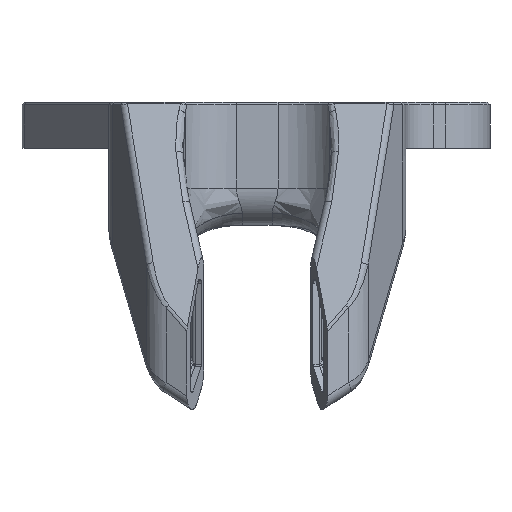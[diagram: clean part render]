
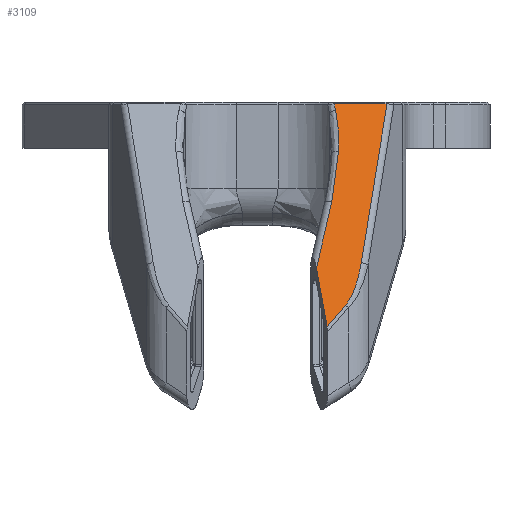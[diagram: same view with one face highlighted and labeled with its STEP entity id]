
A CAD part, front view. The second image highlights one B-rep face of the part: STEP entity #3109.
In plain terms, the highlighted planar face has unit normal (0, -0.943, 0.334).
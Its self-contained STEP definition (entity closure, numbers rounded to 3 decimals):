
#95 = ORIENTED_EDGE ( 'NONE', *, *, #6356, .T. ) ;
#231 = PLANE ( 'NONE',  #9984 ) ;
#310 = LINE ( 'NONE', #3457, #911 ) ;
#356 = VERTEX_POINT ( 'NONE', #2734 ) ;
#587 = CARTESIAN_POINT ( 'NONE',  ( 10.429, 11.827, 38.011 ) ) ;
#900 = CARTESIAN_POINT ( 'NONE',  ( 10.505, 7.998, 27.198 ) ) ;
#911 = VECTOR ( 'NONE', #9879, 1000. ) ;
#1105 = CARTESIAN_POINT ( 'NONE',  ( 8.898, 5.517, 20.192 ) ) ;
#1120 = DIRECTION ( 'NONE',  ( 0., 0.943, -0.334 ) ) ;
#1538 =( BOUNDED_CURVE ( )  B_SPLINE_CURVE ( 3, ( #9754, #8015, #4207, #1593 ),
 .UNSPECIFIED., .F., .T. ) 
 B_SPLINE_CURVE_WITH_KNOTS ( ( 4, 4 ),
 ( 3.531, 4.283 ),
 .UNSPECIFIED. ) 
 CURVE ( )  GEOMETRIC_REPRESENTATION_ITEM ( )  RATIONAL_B_SPLINE_CURVE ( ( 1., 0.953, 0.953, 1. ) ) 
 REPRESENTATION_ITEM ( '' )  );
#1593 = CARTESIAN_POINT ( 'NONE',  ( 14.009, 4.368, 16.947 ) ) ;
#1610 = LINE ( 'NONE', #9233, #5078 ) ;
#1621 = CARTESIAN_POINT ( 'NONE',  ( 10.493, 11.723, 37.719 ) ) ;
#1623 =( BOUNDED_CURVE ( )  B_SPLINE_CURVE ( 3, ( #6987, #587, #1621, #8042 ),
 .UNSPECIFIED., .F., .T. ) 
 B_SPLINE_CURVE_WITH_KNOTS ( ( 4, 4 ),
 ( 0.999, 1.039 ),
 .UNSPECIFIED. ) 
 CURVE ( )  GEOMETRIC_REPRESENTATION_ITEM ( )  RATIONAL_B_SPLINE_CURVE ( ( 1., 1., 1., 1. ) ) 
 REPRESENTATION_ITEM ( '' )  );
#1879 = CARTESIAN_POINT ( 'NONE',  ( 10.363, 11.929, 38.3 ) ) ;
#2022 = ORIENTED_EDGE ( 'NONE', *, *, #11762, .T. ) ;
#2135 = CARTESIAN_POINT ( 'NONE',  ( 11.892, 2.333, 11.199 ) ) ;
#2252 = CARTESIAN_POINT ( 'NONE',  ( 10.936, 9.661, 31.894 ) ) ;
#2320 = CARTESIAN_POINT ( 'NONE',  ( 10.036, 7.273, 25.151 ) ) ;
#2734 = CARTESIAN_POINT ( 'NONE',  ( 10.554, 11.619, 37.423 ) ) ;
#2944 = EDGE_LOOP ( 'NONE', ( #11865, #9554, #4500, #7185, #8782, #7707, #10165, #95, #2022 ) ) ;
#3109 = ADVANCED_FACE ( 'NONE', ( #8522 ), #231, .F. ) ;
#3277 = CARTESIAN_POINT ( 'NONE',  ( 20., 1.2, 8. ) ) ;
#3457 = CARTESIAN_POINT ( 'NONE',  ( 17.517, 12.033, 38.594 ) ) ;
#3795 = CARTESIAN_POINT ( 'NONE',  ( 14.009, 4.368, 16.947 ) ) ;
#3954 = VERTEX_POINT ( 'NONE', #11894 ) ;
#4070 = EDGE_CURVE ( 'NONE', #8383, #356, #1623, .T. ) ;
#4207 = CARTESIAN_POINT ( 'NONE',  ( 13.582, 3.435, 14.311 ) ) ;
#4267 = LINE ( 'NONE', #7281, #10418 ) ;
#4299 = LINE ( 'NONE', #9088, #7473 ) ;
#4461 = VERTEX_POINT ( 'NONE', #5906 ) ;
#4500 = ORIENTED_EDGE ( 'NONE', *, *, #4070, .T. ) ;
#4658 = DIRECTION ( 'NONE',  ( -1., 0., 0. ) ) ;
#5078 = VECTOR ( 'NONE', #4658, 1000. ) ;
#5109 =( BOUNDED_CURVE ( )  B_SPLINE_CURVE ( 3, ( #6435, #11785, #900, #10023 ),
 .UNSPECIFIED., .F., .T. ) 
 B_SPLINE_CURVE_WITH_KNOTS ( ( 4, 4 ),
 ( 4.859, 5.287 ),
 .UNSPECIFIED. ) 
 CURVE ( )  GEOMETRIC_REPRESENTATION_ITEM ( )  RATIONAL_B_SPLINE_CURVE ( ( 1., 0.985, 0.985, 1. ) ) 
 REPRESENTATION_ITEM ( '' )  );
#5370 = EDGE_CURVE ( 'NONE', #356, #3954, #6230, .T. ) ;
#5906 = CARTESIAN_POINT ( 'NONE',  ( 17.469, 11.929, 38.3 ) ) ;
#5995 = LINE ( 'NONE', #1105, #7416 ) ;
#6005 = VERTEX_POINT ( 'NONE', #2135 ) ;
#6230 =( BOUNDED_CURVE ( )  B_SPLINE_CURVE ( 3, ( #6350, #11477, #6935, #2252 ),
 .UNSPECIFIED., .F., .T. ) 
 B_SPLINE_CURVE_WITH_KNOTS ( ( 4, 4 ),
 ( 4.181, 4.859 ),
 .UNSPECIFIED. ) 
 CURVE ( )  GEOMETRIC_REPRESENTATION_ITEM ( )  RATIONAL_B_SPLINE_CURVE ( ( 1., 0.962, 0.962, 1. ) ) 
 REPRESENTATION_ITEM ( '' )  );
#6350 = CARTESIAN_POINT ( 'NONE',  ( 10.554, 11.619, 37.423 ) ) ;
#6356 = EDGE_CURVE ( 'NONE', #6428, #6005, #4299, .T. ) ;
#6428 = VERTEX_POINT ( 'NONE', #8497 ) ;
#6435 = CARTESIAN_POINT ( 'NONE',  ( 10.936, 9.661, 31.894 ) ) ;
#6935 = CARTESIAN_POINT ( 'NONE',  ( 11.037, 10.345, 33.825 ) ) ;
#6987 = CARTESIAN_POINT ( 'NONE',  ( 10.363, 11.929, 38.3 ) ) ;
#7185 = ORIENTED_EDGE ( 'NONE', *, *, #5370, .T. ) ;
#7281 = CARTESIAN_POINT ( 'NONE',  ( 9.777, 0.611, 6.337 ) ) ;
#7416 = VECTOR ( 'NONE', #11065, 1000. ) ;
#7473 = VECTOR ( 'NONE', #10125, 1000. ) ;
#7707 = ORIENTED_EDGE ( 'NONE', *, *, #9171, .T. ) ;
#8015 = CARTESIAN_POINT ( 'NONE',  ( 12.842, 2.723, 12.301 ) ) ;
#8042 = CARTESIAN_POINT ( 'NONE',  ( 10.554, 11.619, 37.423 ) ) ;
#8185 = EDGE_CURVE ( 'NONE', #6428, #8440, #4267, .T. ) ;
#8319 = VERTEX_POINT ( 'NONE', #3795 ) ;
#8383 = VERTEX_POINT ( 'NONE', #1879 ) ;
#8440 = VERTEX_POINT ( 'NONE', #11138 ) ;
#8497 = CARTESIAN_POINT ( 'NONE',  ( 9.414, 1.314, 8.323 ) ) ;
#8522 = FACE_OUTER_BOUND ( 'NONE', #2944, .T. ) ;
#8782 = ORIENTED_EDGE ( 'NONE', *, *, #11912, .T. ) ;
#9088 = CARTESIAN_POINT ( 'NONE',  ( 12.069, 2.405, 11.404 ) ) ;
#9137 = DIRECTION ( 'NONE',  ( -0.17, 0.329, 0.929 ) ) ;
#9171 = EDGE_CURVE ( 'NONE', #9931, #8440, #5995, .T. ) ;
#9233 = CARTESIAN_POINT ( 'NONE',  ( 20., 11.929, 38.3 ) ) ;
#9554 = ORIENTED_EDGE ( 'NONE', *, *, #11120, .T. ) ;
#9696 = DIRECTION ( 'NONE',  ( 0., 0.334, 0.943 ) ) ;
#9754 = CARTESIAN_POINT ( 'NONE',  ( 11.892, 2.333, 11.199 ) ) ;
#9879 = DIRECTION ( 'NONE',  ( 0.151, 0.33, 0.932 ) ) ;
#9931 = VERTEX_POINT ( 'NONE', #2320 ) ;
#9984 = AXIS2_PLACEMENT_3D ( 'NONE', #3277, #1120, #9696 ) ;
#9992 = EDGE_CURVE ( 'NONE', #8319, #4461, #310, .T. ) ;
#10023 = CARTESIAN_POINT ( 'NONE',  ( 10.036, 7.273, 25.151 ) ) ;
#10125 = DIRECTION ( 'NONE',  ( 0.63, 0.259, 0.732 ) ) ;
#10165 = ORIENTED_EDGE ( 'NONE', *, *, #8185, .F. ) ;
#10418 = VECTOR ( 'NONE', #9137, 1000. ) ;
#11065 = DIRECTION ( 'NONE',  ( -0.211, -0.326, -0.921 ) ) ;
#11120 = EDGE_CURVE ( 'NONE', #4461, #8383, #1610, .T. ) ;
#11138 = CARTESIAN_POINT ( 'NONE',  ( 7.976, 4.094, 16.174 ) ) ;
#11477 = CARTESIAN_POINT ( 'NONE',  ( 10.904, 11.023, 35.741 ) ) ;
#11762 = EDGE_CURVE ( 'NONE', #6005, #8319, #1538, .T. ) ;
#11785 = CARTESIAN_POINT ( 'NONE',  ( 10.81, 8.806, 29.481 ) ) ;
#11865 = ORIENTED_EDGE ( 'NONE', *, *, #9992, .T. ) ;
#11894 = CARTESIAN_POINT ( 'NONE',  ( 10.936, 9.661, 31.894 ) ) ;
#11912 = EDGE_CURVE ( 'NONE', #3954, #9931, #5109, .T. ) ;
